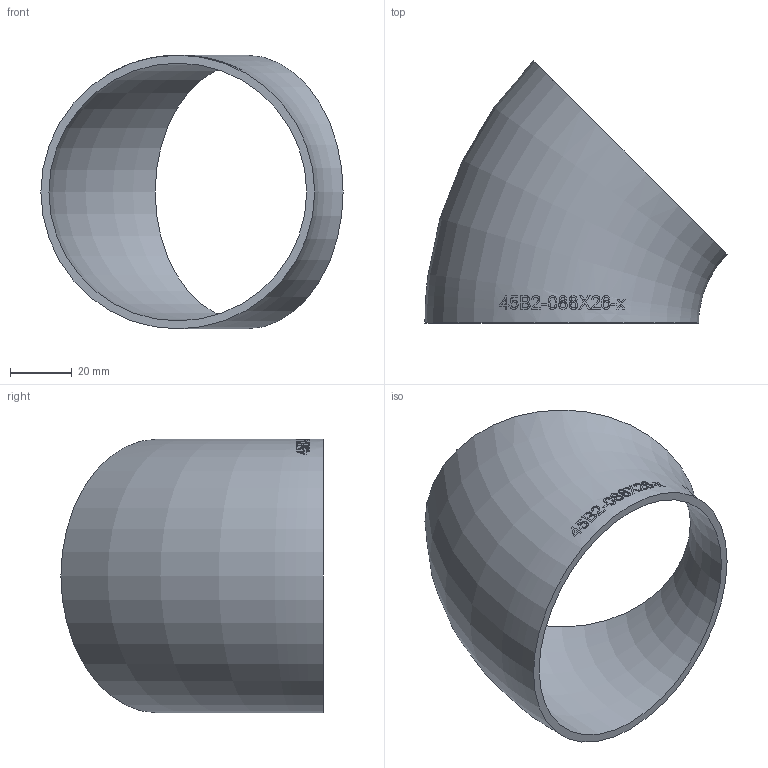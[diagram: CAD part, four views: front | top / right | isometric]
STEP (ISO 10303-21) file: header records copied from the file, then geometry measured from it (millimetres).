
FILE_DESCRIPTION (( 'STEP AP214' ), '1' );
FILE_NAME ('45B2-088X26-x Bogen 2005.STEP', '2020-05-05T11:18:00', ( '' ), ( '' ), 'SwSTEP 2.0', 'SolidWorks 2019', '' );
FILE_SCHEMA (( 'AUTOMOTIVE_DESIGN' ));
Length unit declared in the file: millimetre
Products named in the file (1): 45B2-088X26-x Bogen 2005
Bounding box: 98.14 x 85.17 x 88.9 mm (x, y, z)
Volume: 42074 mm3; surface area: 33785 mm2
Topology: 1 solids, 1 shells, 198 faces, 526 edges, 351 vertices
Faces by surface type: bspline 172, torus 24, plane 2
Entity records: 27937 total; most frequent: CARTESIAN_POINT 22499, ORIENTED_EDGE 1040, EDGE_CURVE 520, B_SPLINE_CURVE_WITH_KNOTS 516, VERTEX_POINT 348, EDGE_LOOP 224, FACE_OUTER_BOUND 200, ADVANCED_FACE 198
